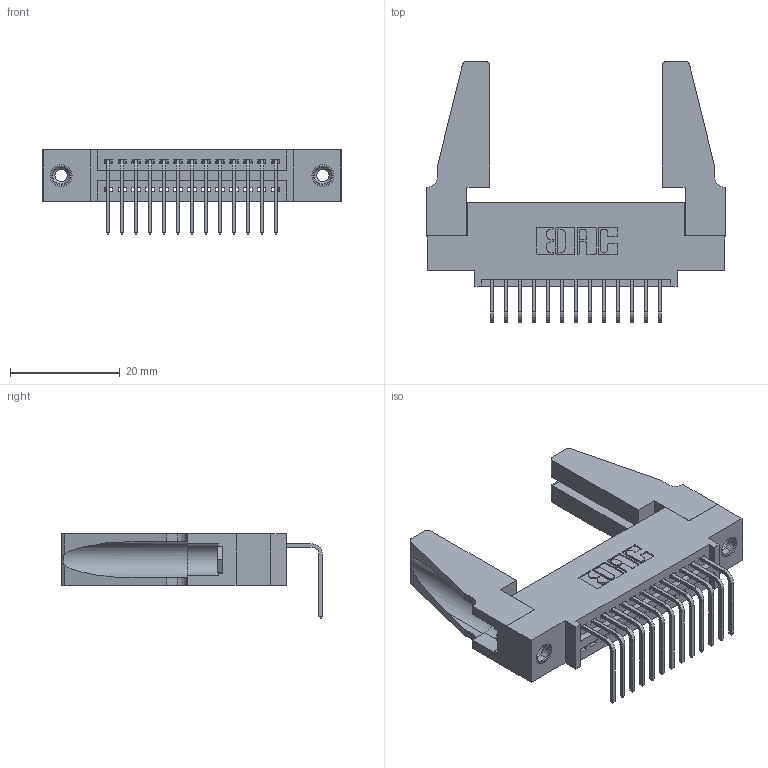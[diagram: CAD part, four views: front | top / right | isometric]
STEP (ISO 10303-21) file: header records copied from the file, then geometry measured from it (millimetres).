
FILE_DESCRIPTION (( 'STEP AP203' ), '1' );
FILE_NAME ('395-013-558-488.STEP', '2019-10-11T02:53:19', ( '' ), ( '' ), 'SwSTEP 2.0', 'SolidWorks 2016', '' );
FILE_SCHEMA (( 'CONFIG_CONTROL_DESIGN' ));
Length unit declared in the file: inch
Products named in the file (5): 345 Part_0.110 Offset - 0.156 Dia-TH; 345-292-001_558 Tail - 2; 345-250-001_345-250-001-102; 345-220-078_345-220-088; 395-013-558-488
Assembly tree (18 placements, depth 2):
  395-013-558-488
    345 Part_0.110 Offset - 0.156 Dia-TH
    345-292-001_558 Tail - 2  x13
    345-250-001_345-250-001-102  x2
    345-220-078_345-220-088  x2
Bounding box: 54.25 x 47.49 x 15.37 mm (x, y, z)
Volume: 8138 mm3; surface area: 9563.9 mm2
Topology: 18 solids, 18 shells, 1034 faces, 3033 edges, 1994 vertices
Faces by surface type: plane 702, cylinder 316, cone 12, torus 4
Entity records: 16052 total; most frequent: CARTESIAN_POINT 2773, ORIENTED_EDGE 2680, DIRECTION 2470, EDGE_CURVE 1340, LINE 1114, VECTOR 1114, VERTEX_POINT 886, AXIS2_PLACEMENT_3D 678
